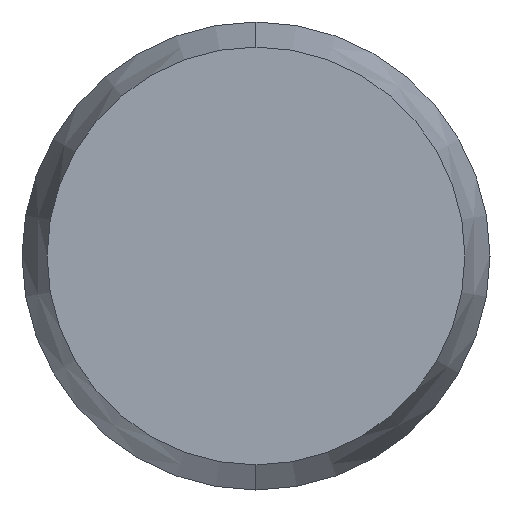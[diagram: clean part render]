
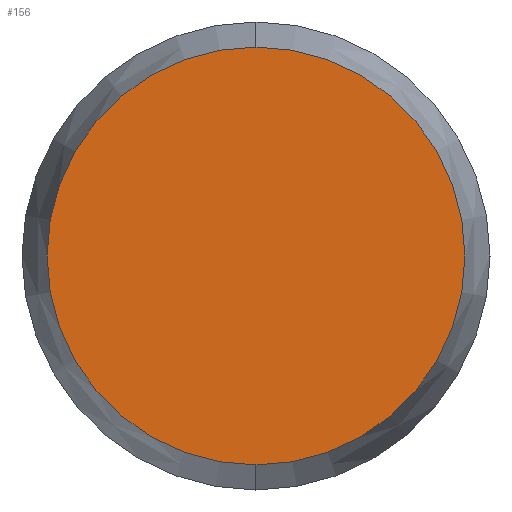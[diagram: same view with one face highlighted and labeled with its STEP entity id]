
A CAD part, left-side view. The second image highlights one B-rep face of the part: STEP entity #156.
In plain terms, the highlighted planar face has unit normal (-1, 0, 0).
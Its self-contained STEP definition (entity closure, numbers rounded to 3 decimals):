
#3 = DIRECTION ( 'NONE',  ( -1., 0., 0. ) ) ;
#17 = CARTESIAN_POINT ( 'NONE',  ( 0., 0., 0. ) ) ;
#18 = FACE_OUTER_BOUND ( 'NONE', #69, .T. ) ;
#22 = CIRCLE ( 'NONE', #144, 2.678 ) ;
#32 = DIRECTION ( 'NONE',  ( 0., 0., -1. ) ) ;
#40 = CIRCLE ( 'NONE', #155, 2.678 ) ;
#47 = ORIENTED_EDGE ( 'NONE', *, *, #122, .T. ) ;
#55 = EDGE_CURVE ( 'NONE', #68, #58, #40, .T. ) ;
#58 = VERTEX_POINT ( 'NONE', #273 ) ;
#68 = VERTEX_POINT ( 'NONE', #151 ) ;
#69 = EDGE_LOOP ( 'NONE', ( #129, #47 ) ) ;
#83 = AXIS2_PLACEMENT_3D ( 'NONE', #253, #210, #32 ) ;
#112 = DIRECTION ( 'NONE',  ( 0., 0., 1. ) ) ;
#122 = EDGE_CURVE ( 'NONE', #58, #68, #22, .T. ) ;
#129 = ORIENTED_EDGE ( 'NONE', *, *, #55, .T. ) ;
#144 = AXIS2_PLACEMENT_3D ( 'NONE', #17, #3, #112 ) ;
#151 = CARTESIAN_POINT ( 'NONE',  ( 0., 0., -2.678 ) ) ;
#155 = AXIS2_PLACEMENT_3D ( 'NONE', #197, #206, #208 ) ;
#156 = ADVANCED_FACE ( 'NONE', ( #18 ), #194, .F. ) ;
#194 = PLANE ( 'NONE',  #83 ) ;
#197 = CARTESIAN_POINT ( 'NONE',  ( 0., 0., 0. ) ) ;
#206 = DIRECTION ( 'NONE',  ( -1., 0., 0. ) ) ;
#208 = DIRECTION ( 'NONE',  ( 0., 0., 1. ) ) ;
#210 = DIRECTION ( 'NONE',  ( 1., 0., 0. ) ) ;
#253 = CARTESIAN_POINT ( 'NONE',  ( 0., 2.678, 0. ) ) ;
#273 = CARTESIAN_POINT ( 'NONE',  ( 0., 0., 2.678 ) ) ;
